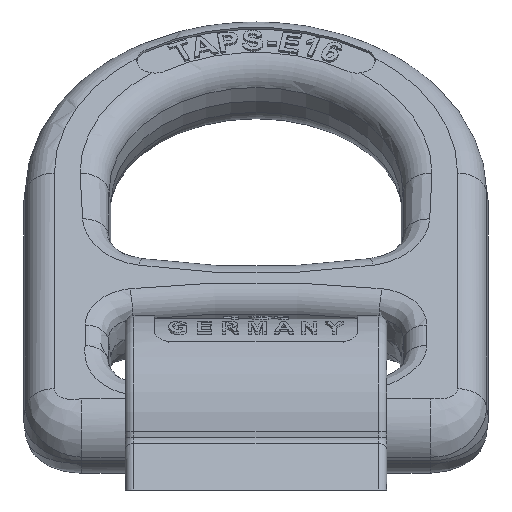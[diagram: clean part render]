
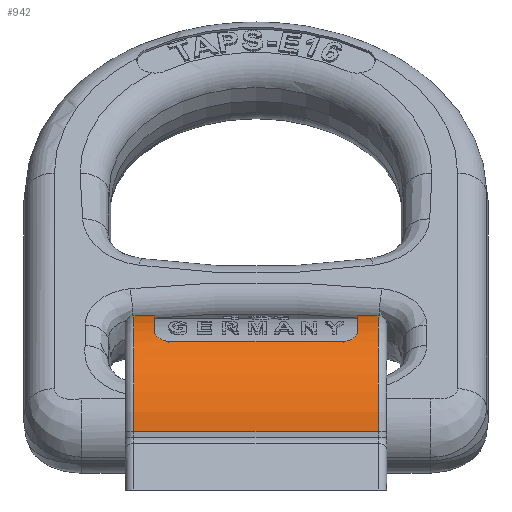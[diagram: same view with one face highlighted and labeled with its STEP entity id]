
A CAD part, front view. The second image highlights one B-rep face of the part: STEP entity #942.
In plain terms, the highlighted cylindrical face has radius 40 mm (diameter 80 mm), a partial arc.
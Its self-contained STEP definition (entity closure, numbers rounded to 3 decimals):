
#942=ADVANCED_FACE('',(#1980,#1981),#1392,.T.);
#1392=CYLINDRICAL_SURFACE('',#7833,40.);
#1470=B_SPLINE_CURVE_WITH_KNOTS('',3,(#9993,#9994,#9995,#9996,#9997,#9998),
 .UNSPECIFIED.,.F.,.F.,(4,2,4),(0.,0.5,1.),.UNSPECIFIED.);
#1471=B_SPLINE_CURVE_WITH_KNOTS('',3,(#10002,#10003,#10004,#10005,#10006,
#10007),.UNSPECIFIED.,.F.,.F.,(4,2,4),(0.,0.5,1.),.UNSPECIFIED.);
#1472=B_SPLINE_CURVE_WITH_KNOTS('',3,(#10011,#10012,#10013,#10014,#10015,
#10016),.UNSPECIFIED.,.F.,.F.,(4,2,4),(0.,0.5,1.),.UNSPECIFIED.);
#1473=B_SPLINE_CURVE_WITH_KNOTS('',3,(#10020,#10021,#10022,#10023,#10024,
#10025),.UNSPECIFIED.,.F.,.F.,(4,2,4),(0.,0.5,1.),.UNSPECIFIED.);
#1980=FACE_BOUND('',#2022,.T.);
#1981=FACE_BOUND('',#2023,.T.);
#2022=EDGE_LOOP('',(#2680,#2681,#2682,#2683));
#2023=EDGE_LOOP('',(#2684,#2685,#2686,#2687,#2688,#2689,#2690,#2691));
#2504=CIRCLE('',#7829,40.);
#2505=CIRCLE('',#7830,40.);
#2506=CIRCLE('',#7831,40.);
#2507=CIRCLE('',#7832,40.);
#2680=ORIENTED_EDGE('',*,*,#5700,.T.);
#2681=ORIENTED_EDGE('',*,*,#5701,.T.);
#2682=ORIENTED_EDGE('',*,*,#5702,.F.);
#2683=ORIENTED_EDGE('',*,*,#5703,.T.);
#2684=ORIENTED_EDGE('',*,*,#5704,.F.);
#2685=ORIENTED_EDGE('',*,*,#5705,.F.);
#2686=ORIENTED_EDGE('',*,*,#5706,.F.);
#2687=ORIENTED_EDGE('',*,*,#5707,.F.);
#2688=ORIENTED_EDGE('',*,*,#5708,.F.);
#2689=ORIENTED_EDGE('',*,*,#5709,.F.);
#2690=ORIENTED_EDGE('',*,*,#5710,.F.);
#2691=ORIENTED_EDGE('',*,*,#5711,.F.);
#4972=VERTEX_POINT('',#9983);
#4973=VERTEX_POINT('',#9984);
#4974=VERTEX_POINT('',#9986);
#4975=VERTEX_POINT('',#9988);
#4976=VERTEX_POINT('',#9991);
#4977=VERTEX_POINT('',#9992);
#4978=VERTEX_POINT('',#9999);
#4979=VERTEX_POINT('',#10001);
#4980=VERTEX_POINT('',#10008);
#4981=VERTEX_POINT('',#10010);
#4982=VERTEX_POINT('',#10017);
#4983=VERTEX_POINT('',#10019);
#5700=EDGE_CURVE('',#4972,#4973,#6846,.T.);
#5701=EDGE_CURVE('',#4973,#4974,#2504,.T.);
#5702=EDGE_CURVE('',#4975,#4974,#6847,.T.);
#5703=EDGE_CURVE('',#4975,#4972,#2505,.T.);
#5704=EDGE_CURVE('',#4976,#4977,#2506,.T.);
#5705=EDGE_CURVE('',#4978,#4976,#1470,.T.);
#5706=EDGE_CURVE('',#4979,#4978,#6848,.T.);
#5707=EDGE_CURVE('',#4980,#4979,#1471,.T.);
#5708=EDGE_CURVE('',#4981,#4980,#2507,.T.);
#5709=EDGE_CURVE('',#4982,#4981,#1472,.T.);
#5710=EDGE_CURVE('',#4983,#4982,#6849,.T.);
#5711=EDGE_CURVE('',#4977,#4983,#1473,.T.);
#6846=LINE('',#9982,#7298);
#6847=LINE('',#9987,#7299);
#6848=LINE('',#10000,#7300);
#6849=LINE('',#10018,#7301);
#7298=VECTOR('',#8371,1.);
#7299=VECTOR('',#8374,1.);
#7300=VECTOR('',#8379,1.);
#7301=VECTOR('',#8382,1.);
#7829=AXIS2_PLACEMENT_3D('',#9985,#8372,#8373);
#7830=AXIS2_PLACEMENT_3D('',#9989,#8375,#8376);
#7831=AXIS2_PLACEMENT_3D('',#9990,#8377,#8378);
#7832=AXIS2_PLACEMENT_3D('',#10009,#8380,#8381);
#7833=AXIS2_PLACEMENT_3D('',#10026,#8383,#8384);
#8371=DIRECTION('',(-1.,0.,0.));
#8372=DIRECTION('',(1.,0.,0.));
#8373=DIRECTION('',(0.,0.,-1.));
#8374=DIRECTION('',(-1.,0.,0.));
#8375=DIRECTION('',(-1.,0.,0.));
#8376=DIRECTION('',(0.,0.,1.));
#8377=DIRECTION('',(-1.,0.,0.));
#8378=DIRECTION('',(0.,-1.,0.));
#8379=DIRECTION('',(1.,0.,0.));
#8380=DIRECTION('',(1.,0.,0.));
#8381=DIRECTION('',(0.,1.,0.));
#8382=DIRECTION('',(-1.,0.,0.));
#8383=DIRECTION('',(-1.,0.,0.));
#8384=DIRECTION('',(0.,0.,1.));
#9982=CARTESIAN_POINT('',(45.,40.,-0.001));
#9983=CARTESIAN_POINT('',(42.,40.,-0.001));
#9984=CARTESIAN_POINT('',(-42.,40.,-0.001));
#9985=CARTESIAN_POINT('',(-42.,0.,0.));
#9986=CARTESIAN_POINT('',(-42.,-40.,-0.001));
#9987=CARTESIAN_POINT('',(45.,-40.,-0.001));
#9988=CARTESIAN_POINT('',(42.,-40.,-0.001));
#9989=CARTESIAN_POINT('',(42.,0.,0.));
#9990=CARTESIAN_POINT('',(35.,0.,0.));
#9991=CARTESIAN_POINT('',(35.,-20.,34.641));
#9992=CARTESIAN_POINT('',(35.,20.,34.641));
#9993=CARTESIAN_POINT('',(30.,-25.,31.225));
#9994=CARTESIAN_POINT('',(31.462,-25.,31.225));
#9995=CARTESIAN_POINT('',(32.797,-24.339,31.764));
#9996=CARTESIAN_POINT('',(34.543,-22.452,33.125));
#9997=CARTESIAN_POINT('',(35.,-21.261,33.913));
#9998=CARTESIAN_POINT('',(35.,-20.,34.641));
#9999=CARTESIAN_POINT('',(30.,-25.,31.225));
#10000=CARTESIAN_POINT('',(0.,-25.,31.225));
#10001=CARTESIAN_POINT('',(-30.,-25.,31.225));
#10002=CARTESIAN_POINT('',(-35.,-20.,34.641));
#10003=CARTESIAN_POINT('',(-35.,-21.262,33.912));
#10004=CARTESIAN_POINT('',(-34.54,-22.452,33.125));
#10005=CARTESIAN_POINT('',(-32.813,-24.325,31.775));
#10006=CARTESIAN_POINT('',(-31.465,-25.,31.225));
#10007=CARTESIAN_POINT('',(-30.,-25.,31.225));
#10008=CARTESIAN_POINT('',(-35.,-20.,34.641));
#10009=CARTESIAN_POINT('',(-35.,0.,0.));
#10010=CARTESIAN_POINT('',(-35.,20.,34.641));
#10011=CARTESIAN_POINT('',(-30.,25.,31.225));
#10012=CARTESIAN_POINT('',(-31.462,25.,31.225));
#10013=CARTESIAN_POINT('',(-32.797,24.339,31.764));
#10014=CARTESIAN_POINT('',(-34.543,22.452,33.125));
#10015=CARTESIAN_POINT('',(-35.,21.261,33.913));
#10016=CARTESIAN_POINT('',(-35.,20.,34.641));
#10017=CARTESIAN_POINT('',(-30.,25.,31.225));
#10018=CARTESIAN_POINT('',(0.,25.,31.225));
#10019=CARTESIAN_POINT('',(30.,25.,31.225));
#10020=CARTESIAN_POINT('',(35.,20.,34.641));
#10021=CARTESIAN_POINT('',(35.,21.262,33.912));
#10022=CARTESIAN_POINT('',(34.54,22.452,33.125));
#10023=CARTESIAN_POINT('',(32.813,24.325,31.775));
#10024=CARTESIAN_POINT('',(31.465,25.,31.225));
#10025=CARTESIAN_POINT('',(30.,25.,31.225));
#10026=CARTESIAN_POINT('',(0.,0.,0.));
